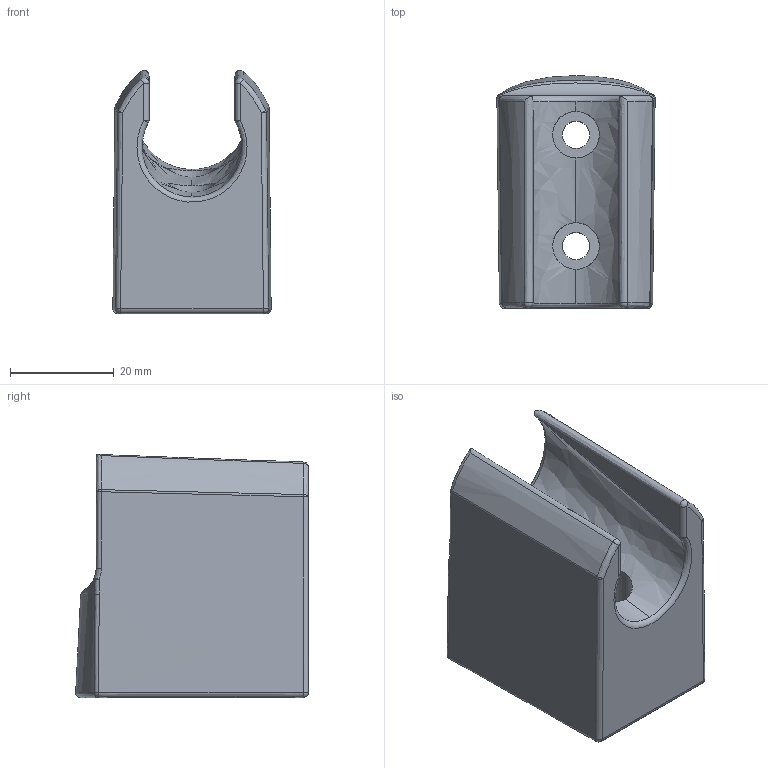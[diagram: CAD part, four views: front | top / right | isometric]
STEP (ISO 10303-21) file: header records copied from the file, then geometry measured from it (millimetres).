
FILE_DESCRIPTION (( 'STEP AP203' ), '1' );
FILE_NAME ('99ZP09456.STEP', '2023-12-20T07:47:48', ( '' ), ( '' ), 'SwSTEP 2.0', 'SolidWorks 2021', '' );
FILE_SCHEMA (( 'CONFIG_CONTROL_DESIGN' ));
Length unit declared in the file: millimetre
Products named in the file (1): 99ZP09456
Bounding box: 30.57 x 44.95 x 46.98 mm (x, y, z)
Volume: 17413.8 mm3; surface area: 17457.3 mm2
Topology: 1 solids, 1 shells, 98 faces, 242 edges, 138 vertices
Faces by surface type: bspline 41, cylinder 21, sphere 16, plane 12, cone 4, torus 4
Entity records: 5535 total; most frequent: CARTESIAN_POINT 3540, ORIENTED_EDGE 462, DIRECTION 312, EDGE_CURVE 231, AXIS2_PLACEMENT_3D 139, VERTEX_POINT 134, B_SPLINE_CURVE_WITH_KNOTS 116, EDGE_LOOP 101
